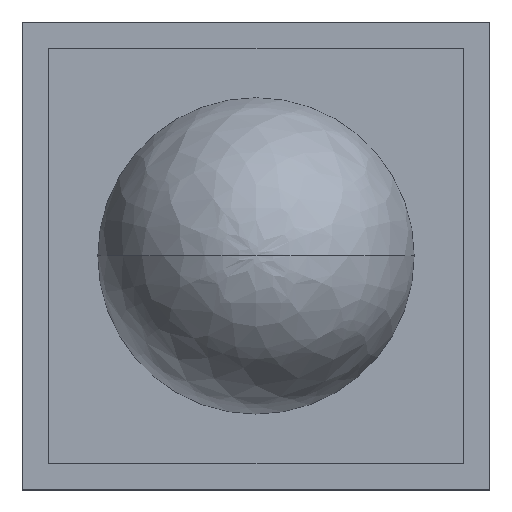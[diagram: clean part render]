
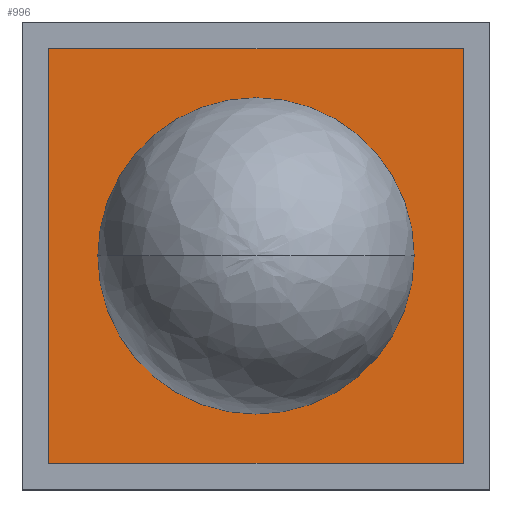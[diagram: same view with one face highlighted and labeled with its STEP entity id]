
A CAD part, top view. The second image highlights one B-rep face of the part: STEP entity #996.
In plain terms, the highlighted planar face has unit normal (0, 0, 1).
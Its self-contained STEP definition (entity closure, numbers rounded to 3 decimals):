
#995 = EDGE_LOOP ( 'NONE', ( #1038, #1039 ) ) ;
#996 = ADVANCED_FACE ( 'NONE', ( #1710, #1669 ), #1674, .F. ) ;
#997 = ORIENTED_EDGE ( 'NONE', *, *, #998, .T. ) ;
#998 = EDGE_CURVE ( 'NONE', #1104, #1105, #1815, .T. ) ;
#999 = EDGE_CURVE ( 'NONE', #1013, #1104, #1807, .T. ) ;
#1000 = VERTEX_POINT ( 'NONE', #1812 ) ;
#1001 = ORIENTED_EDGE ( 'NONE', *, *, #1002, .T. ) ;
#1002 = EDGE_CURVE ( 'NONE', #1105, #1000, #1803, .T. ) ;
#1004 = EDGE_CURVE ( 'NONE', #1000, #1013, #1844, .T. ) ;
#1006 = EDGE_CURVE ( 'NONE', #1023, #1022, #1796, .T. ) ;
#1013 = VERTEX_POINT ( 'NONE', #1956 ) ;
#1022 = VERTEX_POINT ( 'NONE', #1957 ) ;
#1023 = VERTEX_POINT ( 'NONE', #1905 ) ;
#1024 = ORIENTED_EDGE ( 'NONE', *, *, #999, .T. ) ;
#1038 = ORIENTED_EDGE ( 'NONE', *, *, #1111, .F. ) ;
#1039 = ORIENTED_EDGE ( 'NONE', *, *, #1006, .F. ) ;
#1104 = VERTEX_POINT ( 'NONE', #1990 ) ;
#1105 = VERTEX_POINT ( 'NONE', #1985 ) ;
#1111 = EDGE_CURVE ( 'NONE', #1022, #1023, #1986, .T. ) ;
#1115 = ORIENTED_EDGE ( 'NONE', *, *, #1004, .T. ) ;
#1117 = EDGE_LOOP ( 'NONE', ( #1024, #997, #1001, #1115 ) ) ;
#1669 = FACE_BOUND ( 'NONE', #995, .T. ) ;
#1674 = PLANE ( 'NONE',  #1851 ) ;
#1701 = DIRECTION ( 'NONE',  ( 0., 0., -1. ) ) ;
#1702 = CARTESIAN_POINT ( 'NONE',  ( -1.55, 1.55, 0.581 ) ) ;
#1710 = FACE_OUTER_BOUND ( 'NONE', #1117, .T. ) ;
#1796 = CIRCLE ( 'NONE', #1808, 1.183 ) ;
#1797 = DIRECTION ( 'NONE',  ( 0., 1., 0. ) ) ;
#1798 = VECTOR ( 'NONE', #1797, 1000. ) ;
#1799 = CARTESIAN_POINT ( 'NONE',  ( 1.55, -1.55, 0.581 ) ) ;
#1803 = LINE ( 'NONE', #1799, #1798 ) ;
#1804 = DIRECTION ( 'NONE',  ( 0., -1., 0. ) ) ;
#1805 = VECTOR ( 'NONE', #1804, 1000. ) ;
#1806 = CARTESIAN_POINT ( 'NONE',  ( -1.55, -1.55, 0.581 ) ) ;
#1807 = LINE ( 'NONE', #1806, #1805 ) ;
#1808 = AXIS2_PLACEMENT_3D ( 'NONE', #1837, #1836, #1835 ) ;
#1809 = DIRECTION ( 'NONE',  ( 1., 0., 0. ) ) ;
#1810 = VECTOR ( 'NONE', #1809, 1000. ) ;
#1811 = CARTESIAN_POINT ( 'NONE',  ( -1.55, -1.55, 0.581 ) ) ;
#1812 = CARTESIAN_POINT ( 'NONE',  ( 1.55, 1.55, 0.581 ) ) ;
#1814 = DIRECTION ( 'NONE',  ( -1., 0., 0. ) ) ;
#1815 = LINE ( 'NONE', #1811, #1810 ) ;
#1835 = DIRECTION ( 'NONE',  ( 1., 0., 0. ) ) ;
#1836 = DIRECTION ( 'NONE',  ( 0., 0., 1. ) ) ;
#1837 = CARTESIAN_POINT ( 'NONE',  ( 0., 0., 0.581 ) ) ;
#1841 = DIRECTION ( 'NONE',  ( -1., 0., 0. ) ) ;
#1842 = VECTOR ( 'NONE', #1841, 1000. ) ;
#1843 = CARTESIAN_POINT ( 'NONE',  ( -1.55, 1.55, 0.581 ) ) ;
#1844 = LINE ( 'NONE', #1843, #1842 ) ;
#1851 = AXIS2_PLACEMENT_3D ( 'NONE', #1702, #1701, #1814 ) ;
#1905 = CARTESIAN_POINT ( 'NONE',  ( 1.183, 0., 0.581 ) ) ;
#1927 = DIRECTION ( 'NONE',  ( 1., 0., 0. ) ) ;
#1928 = DIRECTION ( 'NONE',  ( 0., 0., 1. ) ) ;
#1929 = CARTESIAN_POINT ( 'NONE',  ( 0., 0., 0.581 ) ) ;
#1956 = CARTESIAN_POINT ( 'NONE',  ( -1.55, 1.55, 0.581 ) ) ;
#1957 = CARTESIAN_POINT ( 'NONE',  ( -1.183, 0., 0.581 ) ) ;
#1981 = AXIS2_PLACEMENT_3D ( 'NONE', #1929, #1928, #1927 ) ;
#1985 = CARTESIAN_POINT ( 'NONE',  ( 1.55, -1.55, 0.581 ) ) ;
#1986 = CIRCLE ( 'NONE', #1981, 1.183 ) ;
#1990 = CARTESIAN_POINT ( 'NONE',  ( -1.55, -1.55, 0.581 ) ) ;
